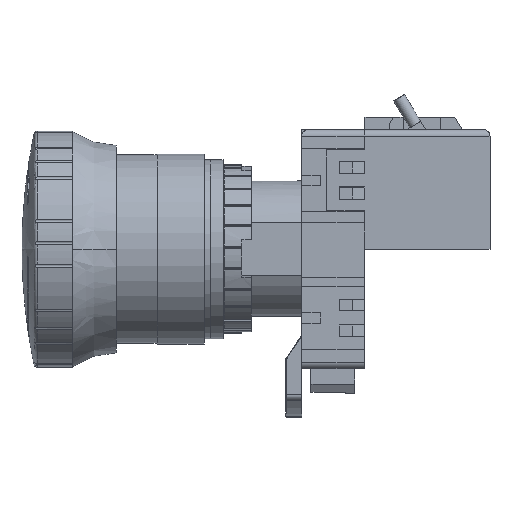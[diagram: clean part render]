
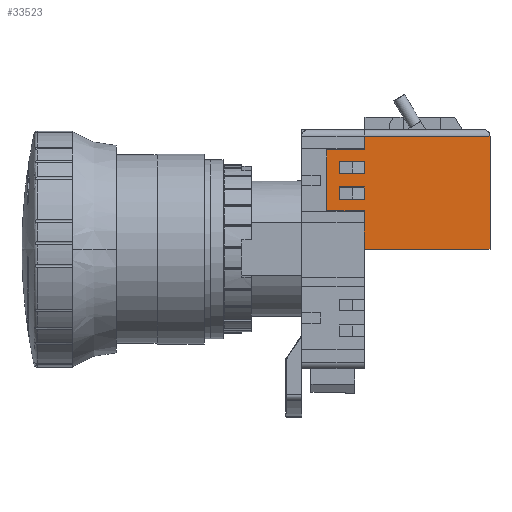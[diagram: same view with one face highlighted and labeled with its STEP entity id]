
A CAD part, left-side view. The second image highlights one B-rep face of the part: STEP entity #33523.
In plain terms, the highlighted planar face has unit normal (-1, 0, 0).
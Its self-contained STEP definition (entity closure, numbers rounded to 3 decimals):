
#372 = ORIENTED_EDGE ( 'NONE', *, *, #5774, .T. ) ;
#401 = EDGE_CURVE ( 'NONE', #4563, #26374, #30542, .T. ) ;
#549 = ORIENTED_EDGE ( 'NONE', *, *, #30446, .F. ) ;
#571 = DIRECTION ( 'NONE',  ( 0., 0., -1. ) ) ;
#927 = EDGE_CURVE ( 'NONE', #15110, #2529, #13691, .T. ) ;
#1005 = VERTEX_POINT ( 'NONE', #26645 ) ;
#1199 = VECTOR ( 'NONE', #24026, 1000. ) ;
#1309 = VECTOR ( 'NONE', #7585, 1000. ) ;
#1402 = ORIENTED_EDGE ( 'NONE', *, *, #4355, .F. ) ;
#1493 = LINE ( 'NONE', #23438, #1309 ) ;
#1526 = VERTEX_POINT ( 'NONE', #34403 ) ;
#1849 = EDGE_LOOP ( 'NONE', ( #9203, #28679, #19714, #35163 ) ) ;
#2449 = DIRECTION ( 'NONE',  ( 0., 0., 1. ) ) ;
#2529 = VERTEX_POINT ( 'NONE', #22181 ) ;
#2744 = CARTESIAN_POINT ( 'NONE',  ( -15., -11.337, 15.8 ) ) ;
#3280 = LINE ( 'NONE', #37975, #25908 ) ;
#3515 = LINE ( 'NONE', #19387, #38559 ) ;
#4355 = EDGE_CURVE ( 'NONE', #10432, #33627, #8242, .T. ) ;
#4563 = VERTEX_POINT ( 'NONE', #19854 ) ;
#5040 = EDGE_CURVE ( 'NONE', #20942, #4563, #29138, .T. ) ;
#5593 = VECTOR ( 'NONE', #16795, 1000. ) ;
#5774 = EDGE_CURVE ( 'NONE', #1005, #33627, #32278, .T. ) ;
#6712 = ORIENTED_EDGE ( 'NONE', *, *, #927, .T. ) ;
#6861 = DIRECTION ( 'NONE',  ( 0., 0., 1. ) ) ;
#7585 = DIRECTION ( 'NONE',  ( 0., 0., 1. ) ) ;
#8206 = VECTOR ( 'NONE', #37778, 1000. ) ;
#8242 = LINE ( 'NONE', #36825, #25108 ) ;
#8555 = VERTEX_POINT ( 'NONE', #30406 ) ;
#8570 = FACE_BOUND ( 'NONE', #40058, .T. ) ;
#8640 = EDGE_CURVE ( 'NONE', #10432, #15449, #9761, .T. ) ;
#8663 = DIRECTION ( 'NONE',  ( 0., 0., 1. ) ) ;
#9203 = ORIENTED_EDGE ( 'NONE', *, *, #5040, .F. ) ;
#9314 = VECTOR ( 'NONE', #571, 1000. ) ;
#9761 = LINE ( 'NONE', #32073, #5593 ) ;
#10432 = VERTEX_POINT ( 'NONE', #20483 ) ;
#10569 = ORIENTED_EDGE ( 'NONE', *, *, #40841, .F. ) ;
#10667 = VECTOR ( 'NONE', #31167, 1000. ) ;
#11668 = VECTOR ( 'NONE', #15434, 1000. ) ;
#11866 = LINE ( 'NONE', #18333, #20583 ) ;
#12053 = VERTEX_POINT ( 'NONE', #35185 ) ;
#12101 = FACE_BOUND ( 'NONE', #1849, .T. ) ;
#12395 = ORIENTED_EDGE ( 'NONE', *, *, #39671, .F. ) ;
#12699 = VECTOR ( 'NONE', #32698, 1000. ) ;
#12852 = ORIENTED_EDGE ( 'NONE', *, *, #30734, .F. ) ;
#12855 = ORIENTED_EDGE ( 'NONE', *, *, #22504, .F. ) ;
#13136 = VECTOR ( 'NONE', #32720, 1000. ) ;
#13691 = LINE ( 'NONE', #20168, #20679 ) ;
#14400 = LINE ( 'NONE', #30668, #1199 ) ;
#14688 = CARTESIAN_POINT ( 'NONE',  ( -15., -13.337, 12. ) ) ;
#14799 = CARTESIAN_POINT ( 'NONE',  ( -15., -17.337, 19. ) ) ;
#15110 = VERTEX_POINT ( 'NONE', #17327 ) ;
#15315 = CARTESIAN_POINT ( 'NONE',  ( -15., -37.337, 0. ) ) ;
#15434 = DIRECTION ( 'NONE',  ( 0., 0., 1. ) ) ;
#15449 = VERTEX_POINT ( 'NONE', #15315 ) ;
#16608 = LINE ( 'NONE', #23513, #13136 ) ;
#16795 = DIRECTION ( 'NONE',  ( 0., -1., 0. ) ) ;
#17327 = CARTESIAN_POINT ( 'NONE',  ( -15., -37.337, 18. ) ) ;
#17359 = LINE ( 'NONE', #23639, #38073 ) ;
#18179 = VERTEX_POINT ( 'NONE', #24877 ) ;
#18333 = CARTESIAN_POINT ( 'NONE',  ( -15., -17.337, 19. ) ) ;
#18833 = AXIS2_PLACEMENT_3D ( 'NONE', #14799, #21273, #27563 ) ;
#19346 = LINE ( 'NONE', #23085, #32154 ) ;
#19387 = CARTESIAN_POINT ( 'NONE',  ( -15., -37.337, 19. ) ) ;
#19714 = ORIENTED_EDGE ( 'NONE', *, *, #22015, .F. ) ;
#19854 = CARTESIAN_POINT ( 'NONE',  ( -15., -13.337, 12. ) ) ;
#20168 = CARTESIAN_POINT ( 'NONE',  ( -15., -17.337, 18. ) ) ;
#20483 = CARTESIAN_POINT ( 'NONE',  ( -15., -17.337, 0. ) ) ;
#20583 = VECTOR ( 'NONE', #2449, 1000. ) ;
#20679 = VECTOR ( 'NONE', #26236, 1000. ) ;
#20942 = VERTEX_POINT ( 'NONE', #27619 ) ;
#21027 = ORIENTED_EDGE ( 'NONE', *, *, #34798, .F. ) ;
#21273 = DIRECTION ( 'NONE',  ( 1., 0., 0. ) ) ;
#22015 = EDGE_CURVE ( 'NONE', #26374, #1526, #3280, .T. ) ;
#22181 = CARTESIAN_POINT ( 'NONE',  ( -15., -17.337, 18. ) ) ;
#22504 = EDGE_CURVE ( 'NONE', #1005, #36464, #1493, .T. ) ;
#23085 = CARTESIAN_POINT ( 'NONE',  ( -15., -13.337, 14. ) ) ;
#23438 = CARTESIAN_POINT ( 'NONE',  ( -15., -11.337, 15.8 ) ) ;
#23513 = CARTESIAN_POINT ( 'NONE',  ( -15., -13.337, 9.9 ) ) ;
#23639 = CARTESIAN_POINT ( 'NONE',  ( -15., -11.337, 15.8 ) ) ;
#24026 = DIRECTION ( 'NONE',  ( 0., -1., 0. ) ) ;
#24043 = EDGE_CURVE ( 'NONE', #1526, #20942, #19346, .T. ) ;
#24838 = PLANE ( 'NONE',  #18833 ) ;
#24877 = CARTESIAN_POINT ( 'NONE',  ( -15., -17.337, 9.9 ) ) ;
#25108 = VECTOR ( 'NONE', #8663, 1000. ) ;
#25192 = EDGE_LOOP ( 'NONE', ( #31255, #6712, #12852, #12395, #12855, #372, #1402, #38527 ) ) ;
#25880 = DIRECTION ( 'NONE',  ( 0., 0., 1. ) ) ;
#25908 = VECTOR ( 'NONE', #6861, 1000. ) ;
#26236 = DIRECTION ( 'NONE',  ( 0., 1., 0. ) ) ;
#26374 = VERTEX_POINT ( 'NONE', #28816 ) ;
#26645 = CARTESIAN_POINT ( 'NONE',  ( -15., -11.337, 6.1 ) ) ;
#27289 = VERTEX_POINT ( 'NONE', #36786 ) ;
#27365 = FACE_OUTER_BOUND ( 'NONE', #25192, .T. ) ;
#27563 = DIRECTION ( 'NONE',  ( 0., 0., -1. ) ) ;
#27619 = CARTESIAN_POINT ( 'NONE',  ( -15., -13.337, 14. ) ) ;
#28198 = LINE ( 'NONE', #37989, #8206 ) ;
#28679 = ORIENTED_EDGE ( 'NONE', *, *, #24043, .F. ) ;
#28758 = CARTESIAN_POINT ( 'NONE',  ( -15., -13.337, 14. ) ) ;
#28816 = CARTESIAN_POINT ( 'NONE',  ( -15., -17.337, 12. ) ) ;
#28981 = CARTESIAN_POINT ( 'NONE',  ( -15., -17.337, 6.1 ) ) ;
#29138 = LINE ( 'NONE', #28758, #9314 ) ;
#29203 = ORIENTED_EDGE ( 'NONE', *, *, #37304, .F. ) ;
#30406 = CARTESIAN_POINT ( 'NONE',  ( -15., -13.337, 9.9 ) ) ;
#30446 = EDGE_CURVE ( 'NONE', #12053, #33150, #14400, .T. ) ;
#30542 = LINE ( 'NONE', #14688, #10667 ) ;
#30668 = CARTESIAN_POINT ( 'NONE',  ( -15., -13.337, 7.9 ) ) ;
#30734 = EDGE_CURVE ( 'NONE', #27289, #2529, #11866, .T. ) ;
#31099 = CARTESIAN_POINT ( 'NONE',  ( -15., -17.337, 7.9 ) ) ;
#31167 = DIRECTION ( 'NONE',  ( 0., -1., 0. ) ) ;
#31255 = ORIENTED_EDGE ( 'NONE', *, *, #38143, .T. ) ;
#32073 = CARTESIAN_POINT ( 'NONE',  ( -15., -17.337, 0. ) ) ;
#32154 = VECTOR ( 'NONE', #35004, 1000. ) ;
#32278 = LINE ( 'NONE', #39143, #12699 ) ;
#32698 = DIRECTION ( 'NONE',  ( 0., -1., 0. ) ) ;
#32720 = DIRECTION ( 'NONE',  ( 0., 1., 0. ) ) ;
#33150 = VERTEX_POINT ( 'NONE', #36617 ) ;
#33251 = DIRECTION ( 'NONE',  ( 0., -1., 0. ) ) ;
#33523 = ADVANCED_FACE ( 'NONE', ( #12101, #8570, #27365 ), #24838, .F. ) ;
#33627 = VERTEX_POINT ( 'NONE', #28981 ) ;
#34403 = CARTESIAN_POINT ( 'NONE',  ( -15., -17.337, 14. ) ) ;
#34798 = EDGE_CURVE ( 'NONE', #33150, #18179, #37161, .T. ) ;
#35004 = DIRECTION ( 'NONE',  ( 0., 1., 0. ) ) ;
#35163 = ORIENTED_EDGE ( 'NONE', *, *, #401, .F. ) ;
#35185 = CARTESIAN_POINT ( 'NONE',  ( -15., -13.337, 7.9 ) ) ;
#36464 = VERTEX_POINT ( 'NONE', #2744 ) ;
#36617 = CARTESIAN_POINT ( 'NONE',  ( -15., -17.337, 7.9 ) ) ;
#36786 = CARTESIAN_POINT ( 'NONE',  ( -15., -17.337, 15.8 ) ) ;
#36825 = CARTESIAN_POINT ( 'NONE',  ( -15., -17.337, 19. ) ) ;
#37161 = LINE ( 'NONE', #31099, #11668 ) ;
#37304 = EDGE_CURVE ( 'NONE', #18179, #8555, #16608, .T. ) ;
#37778 = DIRECTION ( 'NONE',  ( 0., 0., -1. ) ) ;
#37975 = CARTESIAN_POINT ( 'NONE',  ( -15., -17.337, 14. ) ) ;
#37989 = CARTESIAN_POINT ( 'NONE',  ( -15., -13.337, 7.9 ) ) ;
#38073 = VECTOR ( 'NONE', #33251, 1000. ) ;
#38143 = EDGE_CURVE ( 'NONE', #15449, #15110, #3515, .T. ) ;
#38527 = ORIENTED_EDGE ( 'NONE', *, *, #8640, .T. ) ;
#38559 = VECTOR ( 'NONE', #25880, 1000. ) ;
#39143 = CARTESIAN_POINT ( 'NONE',  ( -15., -11.337, 6.1 ) ) ;
#39671 = EDGE_CURVE ( 'NONE', #36464, #27289, #17359, .T. ) ;
#40058 = EDGE_LOOP ( 'NONE', ( #21027, #549, #10569, #29203 ) ) ;
#40841 = EDGE_CURVE ( 'NONE', #8555, #12053, #28198, .T. ) ;
